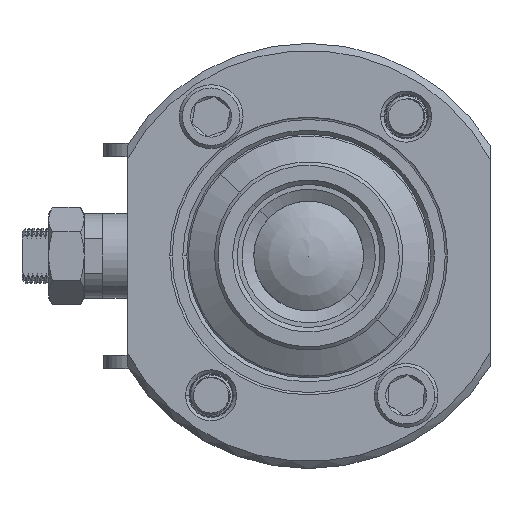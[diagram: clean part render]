
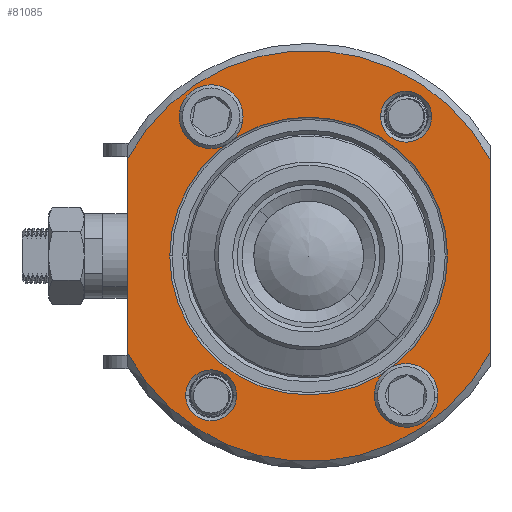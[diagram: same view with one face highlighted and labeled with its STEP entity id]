
A CAD part, left-side view. The second image highlights one B-rep face of the part: STEP entity #81085.
In plain terms, the highlighted planar face has unit normal (-1, 0, 0).
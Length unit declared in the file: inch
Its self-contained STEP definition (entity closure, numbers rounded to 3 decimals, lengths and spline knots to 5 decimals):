
#2488 = DIRECTION ( 'NONE',  ( 1., 0., 0. ) ) ;
#2777 = EDGE_CURVE ( 'NONE', #96482, #112762, #127940, .T. ) ;
#2782 = EDGE_CURVE ( 'NONE', #9354, #122617, #48246, .T. ) ;
#3494 = CARTESIAN_POINT ( 'NONE',  ( -1.765, 1.085, 1.22898 ) ) ;
#4248 = DIRECTION ( 'NONE',  ( 1., 0., 0. ) ) ;
#5625 = ORIENTED_EDGE ( 'NONE', *, *, #117774, .T. ) ;
#5676 = AXIS2_PLACEMENT_3D ( 'NONE', #49511, #119341, #59591 ) ;
#7279 = CARTESIAN_POINT ( 'NONE',  ( -1.765, -1.5995, -0.8525 ) ) ;
#7612 = EDGE_CURVE ( 'NONE', #112762, #96482, #77614, .T. ) ;
#9354 = VERTEX_POINT ( 'NONE', #102547 ) ;
#9878 = AXIS2_PLACEMENT_3D ( 'NONE', #32170, #2488, #72442 ) ;
#10756 = FACE_BOUND ( 'NONE', #127109, .T. ) ;
#12736 = EDGE_CURVE ( 'NONE', #65975, #21665, #106894, .T. ) ;
#13307 = DIRECTION ( 'NONE',  ( 1., 0., 0. ) ) ;
#13412 = CIRCLE ( 'NONE', #63152, 1.225 ) ;
#14445 = DIRECTION ( 'NONE',  ( 1., 0., 0. ) ) ;
#14647 = DIRECTION ( 'NONE',  ( -1., 0., 0. ) ) ;
#17617 = DIRECTION ( 'NONE',  ( -1., 0., 0. ) ) ;
#17931 = CARTESIAN_POINT ( 'NONE',  ( -1.765, -0.635, 1.22898 ) ) ;
#18815 = ORIENTED_EDGE ( 'NONE', *, *, #2782, .T. ) ;
#21665 = VERTEX_POINT ( 'NONE', #104911 ) ;
#22614 = CARTESIAN_POINT ( 'NONE',  ( -1.765, -1.5995, 0.8525 ) ) ;
#24337 = CARTESIAN_POINT ( 'NONE',  ( -1.765, -0.86, 1.22898 ) ) ;
#25913 = ORIENTED_EDGE ( 'NONE', *, *, #62391, .T. ) ;
#27290 = ORIENTED_EDGE ( 'NONE', *, *, #90484, .T. ) ;
#27356 = EDGE_LOOP ( 'NONE', ( #5625, #121595, #29693, #114517 ) ) ;
#29115 = EDGE_LOOP ( 'NONE', ( #112894, #27290 ) ) ;
#29693 = ORIENTED_EDGE ( 'NONE', *, *, #12736, .T. ) ;
#30396 = CARTESIAN_POINT ( 'NONE',  ( -1.765, 0., 0. ) ) ;
#30600 = EDGE_CURVE ( 'NONE', #63691, #21665, #40655, .T. ) ;
#32170 = CARTESIAN_POINT ( 'NONE',  ( -1.765, 0., 1.225 ) ) ;
#34378 = DIRECTION ( 'NONE',  ( 0., 1., 0. ) ) ;
#34458 = CARTESIAN_POINT ( 'NONE',  ( -1.765, 1.225, 0. ) ) ;
#35043 = DIRECTION ( 'NONE',  ( -1., 0., 0. ) ) ;
#35172 = AXIS2_PLACEMENT_3D ( 'NONE', #74314, #14445, #84330 ) ;
#35203 = CARTESIAN_POINT ( 'NONE',  ( -1.765, -0.635, -1.22898 ) ) ;
#37348 = FACE_BOUND ( 'NONE', #113719, .T. ) ;
#39878 = ORIENTED_EDGE ( 'NONE', *, *, #87378, .F. ) ;
#40491 = VECTOR ( 'NONE', #89728, 39.37008 ) ;
#40494 = DIRECTION ( 'NONE',  ( 0., -1., 0. ) ) ;
#40655 = LINE ( 'NONE', #98731, #90654 ) ;
#43330 = EDGE_CURVE ( 'NONE', #67345, #117420, #13412, .T. ) ;
#44948 = EDGE_LOOP ( 'NONE', ( #89541, #39878 ) ) ;
#47561 = AXIS2_PLACEMENT_3D ( 'NONE', #117003, #57262, #127089 ) ;
#48246 = CIRCLE ( 'NONE', #91027, 0.225 ) ;
#49511 = CARTESIAN_POINT ( 'NONE',  ( -1.765, -0.86, -1.22898 ) ) ;
#51173 = VERTEX_POINT ( 'NONE', #3494 ) ;
#51398 = CARTESIAN_POINT ( 'NONE',  ( -1.765, -0.86, 1.22898 ) ) ;
#51832 = DIRECTION ( 'NONE',  ( 1., 0., 0. ) ) ;
#52544 = EDGE_CURVE ( 'NONE', #86908, #51173, #94139, .T. ) ;
#54656 = AXIS2_PLACEMENT_3D ( 'NONE', #94886, #35043, #104945 ) ;
#55491 = CIRCLE ( 'NONE', #59800, 0.225 ) ;
#57262 = DIRECTION ( 'NONE',  ( 1., 0., 0. ) ) ;
#59237 = CARTESIAN_POINT ( 'NONE',  ( -1.765, -1.085, -1.22898 ) ) ;
#59591 = DIRECTION ( 'NONE',  ( 0., 1., 0. ) ) ;
#59800 = AXIS2_PLACEMENT_3D ( 'NONE', #111625, #51832, #121663 ) ;
#60866 = EDGE_LOOP ( 'NONE', ( #111100, #25913 ) ) ;
#61483 = DIRECTION ( 'NONE',  ( 0., 1., 0. ) ) ;
#61550 = EDGE_CURVE ( 'NONE', #128524, #65975, #96784, .T. ) ;
#62391 = EDGE_CURVE ( 'NONE', #85095, #93466, #68651, .T. ) ;
#62433 = PLANE ( 'NONE',  #9878 ) ;
#63152 = AXIS2_PLACEMENT_3D ( 'NONE', #77518, #17617, #87506 ) ;
#63691 = VERTEX_POINT ( 'NONE', #68352 ) ;
#64022 = FACE_OUTER_BOUND ( 'NONE', #27356, .T. ) ;
#64200 = CARTESIAN_POINT ( 'NONE',  ( -1.765, 0.86, -1.22898 ) ) ;
#64452 = AXIS2_PLACEMENT_3D ( 'NONE', #51398, #121224, #61483 ) ;
#64838 = AXIS2_PLACEMENT_3D ( 'NONE', #74512, #14647, #84542 ) ;
#65975 = VERTEX_POINT ( 'NONE', #22614 ) ;
#66071 = CARTESIAN_POINT ( 'NONE',  ( -1.765, 0.635, -1.22898 ) ) ;
#67345 = VERTEX_POINT ( 'NONE', #95434 ) ;
#67428 = CIRCLE ( 'NONE', #64452, 0.225 ) ;
#68352 = CARTESIAN_POINT ( 'NONE',  ( -1.765, 1.5995, -0.8525 ) ) ;
#68418 = ORIENTED_EDGE ( 'NONE', *, *, #7612, .T. ) ;
#68651 = CIRCLE ( 'NONE', #5676, 0.225 ) ;
#72442 = DIRECTION ( 'NONE',  ( 0., 1., 0. ) ) ;
#73188 = CARTESIAN_POINT ( 'NONE',  ( -1.765, -0.86, -1.22898 ) ) ;
#73485 = CARTESIAN_POINT ( 'NONE',  ( -1.765, 1.085, -1.22898 ) ) ;
#74194 = DIRECTION ( 'NONE',  ( 0., 1., 0. ) ) ;
#74314 = CARTESIAN_POINT ( 'NONE',  ( -1.765, 0.86, -1.22898 ) ) ;
#74512 = CARTESIAN_POINT ( 'NONE',  ( -1.765, 0., 0. ) ) ;
#75622 = AXIS2_PLACEMENT_3D ( 'NONE', #30396, #100324, #40494 ) ;
#77518 = CARTESIAN_POINT ( 'NONE',  ( -1.765, 0., 0. ) ) ;
#77614 = CIRCLE ( 'NONE', #35172, 0.225 ) ;
#79354 = CARTESIAN_POINT ( 'NONE',  ( -1.765, -1.5995, 1.225 ) ) ;
#81085 = ADVANCED_FACE ( 'NONE', ( #117038, #37348, #10756, #113928, #87351, #64022 ), #62433, .F. ) ;
#83193 = DIRECTION ( 'NONE',  ( 0., 1., 0. ) ) ;
#84330 = DIRECTION ( 'NONE',  ( 0., 1., 0. ) ) ;
#84396 = CIRCLE ( 'NONE', #125634, 0.225 ) ;
#84542 = DIRECTION ( 'NONE',  ( 0., -1., 0. ) ) ;
#85095 = VERTEX_POINT ( 'NONE', #35203 ) ;
#86908 = VERTEX_POINT ( 'NONE', #93176 ) ;
#87351 = FACE_BOUND ( 'NONE', #29115, .T. ) ;
#87378 = EDGE_CURVE ( 'NONE', #117420, #67345, #113433, .T. ) ;
#87506 = DIRECTION ( 'NONE',  ( 0., -1., 0. ) ) ;
#89541 = ORIENTED_EDGE ( 'NONE', *, *, #43330, .F. ) ;
#89728 = DIRECTION ( 'NONE',  ( 0., 0., 1. ) ) ;
#90484 = EDGE_CURVE ( 'NONE', #51173, #86908, #55491, .T. ) ;
#90654 = VECTOR ( 'NONE', #118824, 39.37008 ) ;
#91027 = AXIS2_PLACEMENT_3D ( 'NONE', #24337, #94223, #34378 ) ;
#93176 = CARTESIAN_POINT ( 'NONE',  ( -1.765, 0.635, 1.22898 ) ) ;
#93466 = VERTEX_POINT ( 'NONE', #59237 ) ;
#94139 = CIRCLE ( 'NONE', #47561, 0.225 ) ;
#94223 = DIRECTION ( 'NONE',  ( 1., 0., 0. ) ) ;
#94886 = CARTESIAN_POINT ( 'NONE',  ( -1.765, 0., 0. ) ) ;
#95434 = CARTESIAN_POINT ( 'NONE',  ( -1.765, -1.225, 0. ) ) ;
#96482 = VERTEX_POINT ( 'NONE', #66071 ) ;
#96784 = LINE ( 'NONE', #79354, #40491 ) ;
#97665 = ORIENTED_EDGE ( 'NONE', *, *, #99767, .T. ) ;
#98731 = CARTESIAN_POINT ( 'NONE',  ( -1.765, 1.5995, 1.225 ) ) ;
#99767 = EDGE_CURVE ( 'NONE', #122617, #9354, #67428, .T. ) ;
#100324 = DIRECTION ( 'NONE',  ( -1., 0., 0. ) ) ;
#101787 = EDGE_CURVE ( 'NONE', #93466, #85095, #84396, .T. ) ;
#102547 = CARTESIAN_POINT ( 'NONE',  ( -1.765, -1.085, 1.22898 ) ) ;
#104453 = AXIS2_PLACEMENT_3D ( 'NONE', #64200, #4248, #74194 ) ;
#104911 = CARTESIAN_POINT ( 'NONE',  ( -1.765, 1.5995, 0.8525 ) ) ;
#104945 = DIRECTION ( 'NONE',  ( 0., -1., 0. ) ) ;
#106894 = CIRCLE ( 'NONE', #75622, 1.8125 ) ;
#110831 = ORIENTED_EDGE ( 'NONE', *, *, #2777, .T. ) ;
#111100 = ORIENTED_EDGE ( 'NONE', *, *, #101787, .T. ) ;
#111625 = CARTESIAN_POINT ( 'NONE',  ( -1.765, 0.86, 1.22898 ) ) ;
#112762 = VERTEX_POINT ( 'NONE', #73485 ) ;
#112894 = ORIENTED_EDGE ( 'NONE', *, *, #52544, .T. ) ;
#113113 = CIRCLE ( 'NONE', #64838, 1.8125 ) ;
#113433 = CIRCLE ( 'NONE', #54656, 1.225 ) ;
#113719 = EDGE_LOOP ( 'NONE', ( #110831, #68418 ) ) ;
#113928 = FACE_BOUND ( 'NONE', #60866, .T. ) ;
#114517 = ORIENTED_EDGE ( 'NONE', *, *, #30600, .F. ) ;
#117003 = CARTESIAN_POINT ( 'NONE',  ( -1.765, 0.86, 1.22898 ) ) ;
#117038 = FACE_BOUND ( 'NONE', #44948, .T. ) ;
#117420 = VERTEX_POINT ( 'NONE', #34458 ) ;
#117774 = EDGE_CURVE ( 'NONE', #63691, #128524, #113113, .T. ) ;
#118824 = DIRECTION ( 'NONE',  ( 0., 0., 1. ) ) ;
#119341 = DIRECTION ( 'NONE',  ( 1., 0., 0. ) ) ;
#121224 = DIRECTION ( 'NONE',  ( 1., 0., 0. ) ) ;
#121595 = ORIENTED_EDGE ( 'NONE', *, *, #61550, .T. ) ;
#121663 = DIRECTION ( 'NONE',  ( 0., 1., 0. ) ) ;
#122617 = VERTEX_POINT ( 'NONE', #17931 ) ;
#125634 = AXIS2_PLACEMENT_3D ( 'NONE', #73188, #13307, #83193 ) ;
#127089 = DIRECTION ( 'NONE',  ( 0., 1., 0. ) ) ;
#127109 = EDGE_LOOP ( 'NONE', ( #18815, #97665 ) ) ;
#127940 = CIRCLE ( 'NONE', #104453, 0.225 ) ;
#128524 = VERTEX_POINT ( 'NONE', #7279 ) ;
